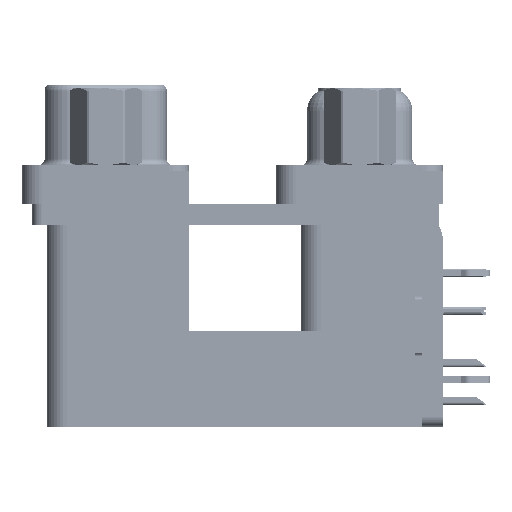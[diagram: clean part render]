
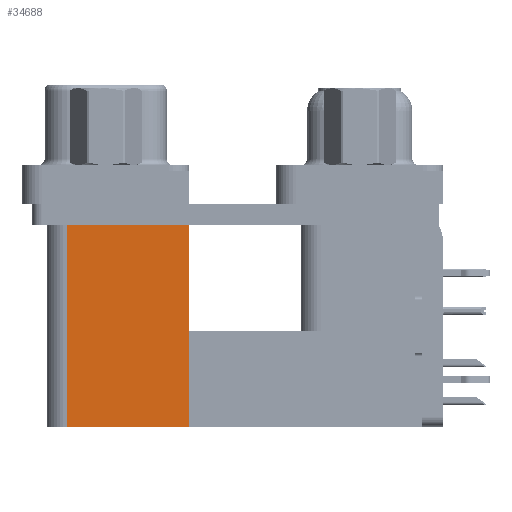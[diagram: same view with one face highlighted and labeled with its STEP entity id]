
A CAD part, left-side view. The second image highlights one B-rep face of the part: STEP entity #34688.
In plain terms, the highlighted planar face has unit normal (-1, 0, 0).
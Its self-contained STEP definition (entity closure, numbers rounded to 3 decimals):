
#3838 = LINE ( 'NONE', #37244, #26768 ) ;
#4664 = VERTEX_POINT ( 'NONE', #5921 ) ;
#5921 = CARTESIAN_POINT ( 'NONE',  ( 3.7, 21.975, -2.5 ) ) ;
#10581 = CARTESIAN_POINT ( 'NONE',  ( 3.7, 12.775, -19.2 ) ) ;
#11132 = CARTESIAN_POINT ( 'NONE',  ( 3.7, 12.775, -19.2 ) ) ;
#12312 = EDGE_CURVE ( 'NONE', #58263, #30059, #35045, .T. ) ;
#16700 = LINE ( 'NONE', #31216, #43582 ) ;
#16753 = FACE_OUTER_BOUND ( 'NONE', #46528, .T. ) ;
#17287 = ORIENTED_EDGE ( 'NONE', *, *, #59305, .F. ) ;
#19476 = AXIS2_PLACEMENT_3D ( 'NONE', #11132, #40160, #59699 ) ;
#20754 = EDGE_CURVE ( 'NONE', #46287, #4664, #16700, .T. ) ;
#21120 = CARTESIAN_POINT ( 'NONE',  ( 3.7, 12.775, -19.2 ) ) ;
#25056 = ORIENTED_EDGE ( 'NONE', *, *, #12312, .F. ) ;
#25170 = VECTOR ( 'NONE', #35356, 1000. ) ;
#26768 = VECTOR ( 'NONE', #56509, 1000. ) ;
#30059 = VERTEX_POINT ( 'NONE', #31954 ) ;
#31216 = CARTESIAN_POINT ( 'NONE',  ( 3.7, 12.775, -2.5 ) ) ;
#31896 = VECTOR ( 'NONE', #33595, 1000. ) ;
#31954 = CARTESIAN_POINT ( 'NONE',  ( 3.7, 21.975, -19.2 ) ) ;
#33595 = DIRECTION ( 'NONE',  ( 0., 0., 1. ) ) ;
#34688 = ADVANCED_FACE ( 'NONE', ( #16753 ), #36029, .F. ) ;
#35045 = LINE ( 'NONE', #21120, #25170 ) ;
#35356 = DIRECTION ( 'NONE',  ( 0., 1., 0. ) ) ;
#36029 = PLANE ( 'NONE',  #19476 ) ;
#37244 = CARTESIAN_POINT ( 'NONE',  ( 3.7, 12.775, -19.2 ) ) ;
#40099 = CARTESIAN_POINT ( 'NONE',  ( 3.7, 12.775, -2.5 ) ) ;
#40160 = DIRECTION ( 'NONE',  ( 1., 0., 0. ) ) ;
#43582 = VECTOR ( 'NONE', #45758, 1000. ) ;
#45758 = DIRECTION ( 'NONE',  ( 0., 1., 0. ) ) ;
#46287 = VERTEX_POINT ( 'NONE', #40099 ) ;
#46528 = EDGE_LOOP ( 'NONE', ( #53831, #17287, #25056, #60506 ) ) ;
#48440 = CARTESIAN_POINT ( 'NONE',  ( 3.7, 21.975, -19.2 ) ) ;
#53831 = ORIENTED_EDGE ( 'NONE', *, *, #20754, .T. ) ;
#56509 = DIRECTION ( 'NONE',  ( 0., 0., 1. ) ) ;
#57292 = LINE ( 'NONE', #48440, #31896 ) ;
#58263 = VERTEX_POINT ( 'NONE', #10581 ) ;
#58865 = EDGE_CURVE ( 'NONE', #58263, #46287, #3838, .T. ) ;
#59305 = EDGE_CURVE ( 'NONE', #30059, #4664, #57292, .T. ) ;
#59699 = DIRECTION ( 'NONE',  ( 0., 1., 0. ) ) ;
#60506 = ORIENTED_EDGE ( 'NONE', *, *, #58865, .T. ) ;
